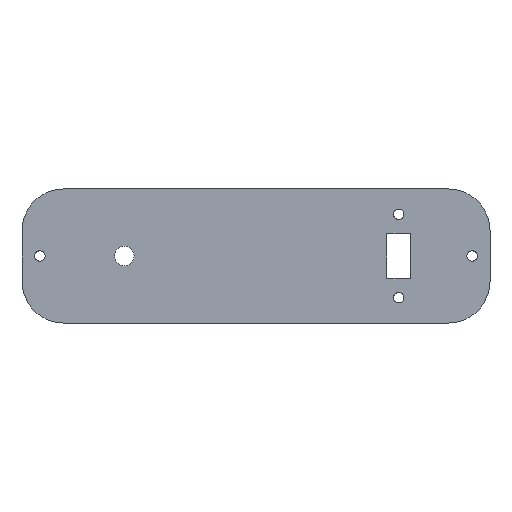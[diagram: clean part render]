
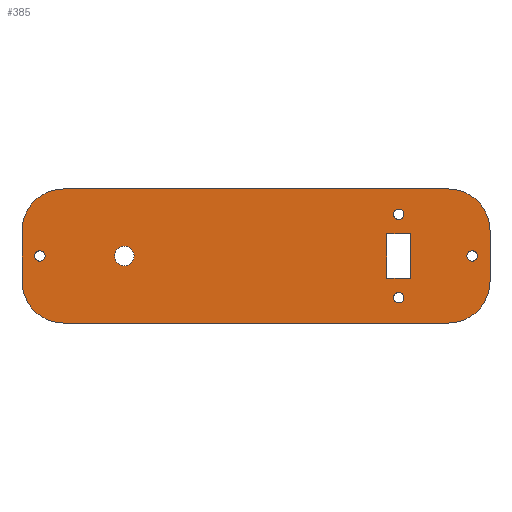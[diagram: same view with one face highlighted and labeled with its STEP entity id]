
A CAD part, top view. The second image highlights one B-rep face of the part: STEP entity #385.
In plain terms, the highlighted planar face has unit normal (0, 0, 1).
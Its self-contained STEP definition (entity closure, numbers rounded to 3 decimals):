
#21=FACE_BOUND('',#81,.T.);
#22=FACE_BOUND('',#82,.T.);
#23=FACE_BOUND('',#83,.T.);
#24=FACE_BOUND('',#84,.T.);
#25=FACE_BOUND('',#85,.T.);
#26=FACE_BOUND('',#86,.T.);
#36=PLANE('',#436);
#55=FACE_OUTER_BOUND('',#80,.T.);
#80=EDGE_LOOP('',(#341,#342,#343,#344,#345,#346,#347,#348));
#81=EDGE_LOOP('',(#349));
#82=EDGE_LOOP('',(#350));
#83=EDGE_LOOP('',(#351));
#84=EDGE_LOOP('',(#352));
#85=EDGE_LOOP('',(#353,#354,#355,#356));
#86=EDGE_LOOP('',(#357));
#98=LINE('',#594,#131);
#104=LINE('',#609,#137);
#108=LINE('',#622,#141);
#110=LINE('',#626,#143);
#112=LINE('',#630,#145);
#114=LINE('',#633,#147);
#118=LINE('',#647,#151);
#119=LINE('',#649,#152);
#131=VECTOR('',#480,10.);
#137=VECTOR('',#496,10.);
#141=VECTOR('',#510,10.);
#143=VECTOR('',#514,10.);
#145=VECTOR('',#518,10.);
#147=VECTOR('',#522,10.);
#151=VECTOR('',#540,10.);
#152=VECTOR('',#543,10.);
#154=CIRCLE('',#402,3.25);
#155=CIRCLE('',#404,14.);
#164=CIRCLE('',#416,14.);
#165=CIRCLE('',#418,14.);
#166=CIRCLE('',#421,14.);
#167=CIRCLE('',#423,1.75);
#168=CIRCLE('',#429,1.75);
#169=CIRCLE('',#431,1.75);
#170=CIRCLE('',#433,1.75);
#172=VERTEX_POINT('',#550);
#173=VERTEX_POINT('',#554);
#174=VERTEX_POINT('',#555);
#191=VERTEX_POINT('',#593);
#192=VERTEX_POINT('',#597);
#193=VERTEX_POINT('',#601);
#194=VERTEX_POINT('',#602);
#195=VERTEX_POINT('',#607);
#196=VERTEX_POINT('',#611);
#197=VERTEX_POINT('',#615);
#198=VERTEX_POINT('',#619);
#199=VERTEX_POINT('',#621);
#200=VERTEX_POINT('',#625);
#201=VERTEX_POINT('',#629);
#202=VERTEX_POINT('',#635);
#203=VERTEX_POINT('',#639);
#204=VERTEX_POINT('',#643);
#207=EDGE_CURVE('',#172,#172,#154,.T.);
#208=EDGE_CURVE('',#173,#174,#155,.T.);
#227=EDGE_CURVE('',#191,#174,#98,.T.);
#229=EDGE_CURVE('',#191,#192,#164,.T.);
#231=EDGE_CURVE('',#193,#194,#165,.T.);
#235=EDGE_CURVE('',#193,#195,#104,.T.);
#236=EDGE_CURVE('',#196,#195,#166,.T.);
#238=EDGE_CURVE('',#197,#197,#167,.T.);
#241=EDGE_CURVE('',#199,#198,#108,.T.);
#243=EDGE_CURVE('',#200,#199,#110,.T.);
#245=EDGE_CURVE('',#201,#200,#112,.T.);
#247=EDGE_CURVE('',#198,#201,#114,.T.);
#248=EDGE_CURVE('',#202,#202,#168,.T.);
#250=EDGE_CURVE('',#203,#203,#169,.T.);
#252=EDGE_CURVE('',#204,#204,#170,.T.);
#254=EDGE_CURVE('',#196,#192,#118,.T.);
#255=EDGE_CURVE('',#173,#194,#119,.T.);
#341=ORIENTED_EDGE('',*,*,#208,.F.);
#342=ORIENTED_EDGE('',*,*,#255,.T.);
#343=ORIENTED_EDGE('',*,*,#231,.F.);
#344=ORIENTED_EDGE('',*,*,#235,.T.);
#345=ORIENTED_EDGE('',*,*,#236,.F.);
#346=ORIENTED_EDGE('',*,*,#254,.T.);
#347=ORIENTED_EDGE('',*,*,#229,.F.);
#348=ORIENTED_EDGE('',*,*,#227,.T.);
#349=ORIENTED_EDGE('',*,*,#207,.T.);
#350=ORIENTED_EDGE('',*,*,#252,.T.);
#351=ORIENTED_EDGE('',*,*,#250,.T.);
#352=ORIENTED_EDGE('',*,*,#248,.T.);
#353=ORIENTED_EDGE('',*,*,#247,.T.);
#354=ORIENTED_EDGE('',*,*,#245,.T.);
#355=ORIENTED_EDGE('',*,*,#243,.T.);
#356=ORIENTED_EDGE('',*,*,#241,.T.);
#357=ORIENTED_EDGE('',*,*,#238,.T.);
#385=ADVANCED_FACE('',(#55,#21,#22,#23,#24,#25,#26),#36,.T.);
#402=AXIS2_PLACEMENT_3D('',#552,#444,#445);
#404=AXIS2_PLACEMENT_3D('',#556,#448,#449);
#416=AXIS2_PLACEMENT_3D('',#598,#484,#485);
#418=AXIS2_PLACEMENT_3D('',#603,#489,#490);
#421=AXIS2_PLACEMENT_3D('',#612,#499,#500);
#423=AXIS2_PLACEMENT_3D('',#616,#504,#505);
#429=AXIS2_PLACEMENT_3D('',#636,#525,#526);
#431=AXIS2_PLACEMENT_3D('',#640,#530,#531);
#433=AXIS2_PLACEMENT_3D('',#644,#535,#536);
#436=AXIS2_PLACEMENT_3D('',#650,#544,#545);
#444=DIRECTION('center_axis',(0.,0.,-1.));
#445=DIRECTION('ref_axis',(1.,0.,0.));
#448=DIRECTION('center_axis',(0.,0.,-1.));
#449=DIRECTION('ref_axis',(-0.707,-0.707,0.));
#480=DIRECTION('',(0.,-1.,0.));
#484=DIRECTION('center_axis',(0.,0.,-1.));
#485=DIRECTION('ref_axis',(-0.707,0.707,0.));
#489=DIRECTION('center_axis',(0.,0.,-1.));
#490=DIRECTION('ref_axis',(0.707,-0.707,0.));
#496=DIRECTION('',(0.,1.,0.));
#499=DIRECTION('center_axis',(0.,0.,-1.));
#500=DIRECTION('ref_axis',(0.707,0.707,0.));
#504=DIRECTION('center_axis',(0.,0.,-1.));
#505=DIRECTION('ref_axis',(1.,0.,0.));
#510=DIRECTION('',(0.,-1.,0.));
#514=DIRECTION('',(1.,0.,0.));
#518=DIRECTION('',(0.,1.,0.));
#522=DIRECTION('',(-1.,0.,0.));
#525=DIRECTION('center_axis',(0.,0.,-1.));
#526=DIRECTION('ref_axis',(1.,0.,0.));
#530=DIRECTION('center_axis',(0.,0.,-1.));
#531=DIRECTION('ref_axis',(1.,0.,0.));
#535=DIRECTION('center_axis',(0.,0.,-1.));
#536=DIRECTION('ref_axis',(1.,0.,0.));
#540=DIRECTION('',(-1.,0.,0.));
#543=DIRECTION('',(1.,0.,0.));
#544=DIRECTION('center_axis',(0.,0.,1.));
#545=DIRECTION('ref_axis',(1.,0.,0.));
#550=CARTESIAN_POINT('',(-94.91,14.542,2.5));
#552=CARTESIAN_POINT('Origin',(-91.66,14.542,2.5));
#554=CARTESIAN_POINT('',(-112.001,-7.958,2.5));
#555=CARTESIAN_POINT('',(-126.001,6.042,2.5));
#556=CARTESIAN_POINT('Origin',(-112.001,6.042,2.5));
#593=CARTESIAN_POINT('',(-126.001,23.042,2.5));
#594=CARTESIAN_POINT('',(-126.001,-7.958,2.5));
#597=CARTESIAN_POINT('',(-112.001,37.042,2.5));
#598=CARTESIAN_POINT('Origin',(-112.001,23.042,2.5));
#601=CARTESIAN_POINT('',(30.999,6.042,2.5));
#602=CARTESIAN_POINT('',(16.999,-7.958,2.5));
#603=CARTESIAN_POINT('Origin',(16.999,6.042,2.5));
#607=CARTESIAN_POINT('',(30.999,23.042,2.5));
#609=CARTESIAN_POINT('',(30.999,37.042,2.5));
#611=CARTESIAN_POINT('',(16.999,37.042,2.5));
#612=CARTESIAN_POINT('Origin',(16.999,23.042,2.5));
#615=CARTESIAN_POINT('',(23.249,14.542,2.5));
#616=CARTESIAN_POINT('Origin',(24.999,14.542,2.5));
#619=CARTESIAN_POINT('',(4.353,7.042,2.5));
#621=CARTESIAN_POINT('',(4.353,22.042,2.5));
#622=CARTESIAN_POINT('',(4.353,22.042,2.5));
#625=CARTESIAN_POINT('',(-3.647,22.042,2.5));
#626=CARTESIAN_POINT('',(-3.647,22.042,2.5));
#629=CARTESIAN_POINT('',(-3.647,7.042,2.5));
#630=CARTESIAN_POINT('',(-3.647,7.042,2.5));
#633=CARTESIAN_POINT('',(4.353,7.042,2.5));
#635=CARTESIAN_POINT('',(-121.751,14.542,2.5));
#636=CARTESIAN_POINT('Origin',(-120.001,14.542,2.5));
#639=CARTESIAN_POINT('',(-1.397,28.542,2.5));
#640=CARTESIAN_POINT('Origin',(0.353,28.542,2.5));
#643=CARTESIAN_POINT('',(-1.397,0.542,2.5));
#644=CARTESIAN_POINT('Origin',(0.353,0.542,2.5));
#647=CARTESIAN_POINT('',(-126.001,37.042,2.5));
#649=CARTESIAN_POINT('',(30.999,-7.958,2.5));
#650=CARTESIAN_POINT('Origin',(-47.501,14.542,2.5));
